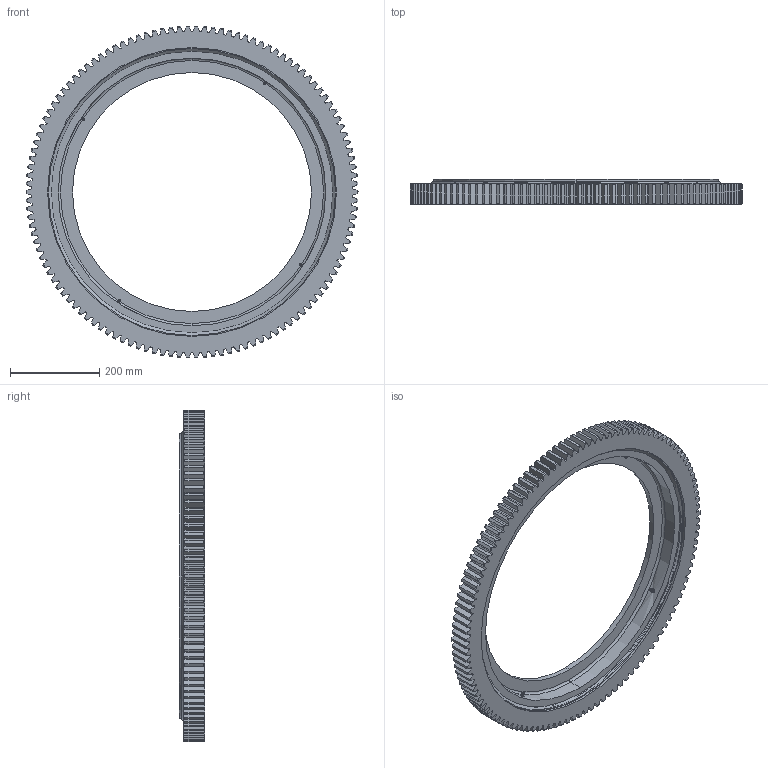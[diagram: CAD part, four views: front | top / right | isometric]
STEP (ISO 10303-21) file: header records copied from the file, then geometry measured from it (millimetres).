
FILE_DESCRIPTION (( 'STEP AP203' ), '1' );
FILE_NAME ('21-0641-00.STEP', '2017-12-27T14:29:16', ( 'defontaine' ), ( 'Hewlett-Packard Company' ), 'SwSTEP 2.0', 'SolidWorks 2016', '' );
FILE_SCHEMA (( 'CONFIG_CONTROL_DESIGN' ));
Length unit declared in the file: millimetre
Products named in the file (1): 21-0641-00
Bounding box: 742 x 56 x 741.89 mm (x, y, z)
Volume: 6287409.1 mm3; surface area: 1028344.4 mm2
Topology: 9 solids, 9 shells, 888 faces, 2530 edges, 1671 vertices
Faces by surface type: plane 297, cylinder 277, cone 276, torus 28, sphere 10
Entity records: 30152 total; most frequent: CARTESIAN_POINT 7060, ORIENTED_EDGE 5050, DIRECTION 4707, EDGE_CURVE 2525, AXIS2_PLACEMENT_3D 1797, VERTEX_POINT 1668, LINE 1113, VECTOR 1113
